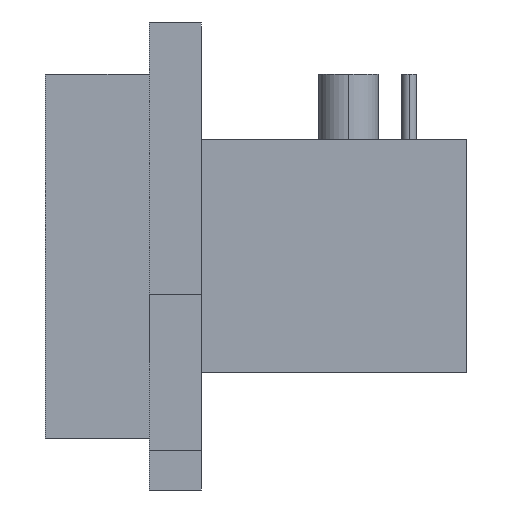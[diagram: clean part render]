
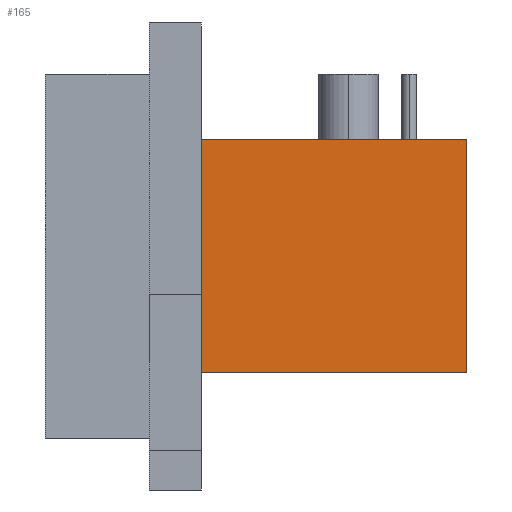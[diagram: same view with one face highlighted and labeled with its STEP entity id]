
A CAD part, left-side view. The second image highlights one B-rep face of the part: STEP entity #165.
In plain terms, the highlighted planar face has unit normal (-1, 0, 0).
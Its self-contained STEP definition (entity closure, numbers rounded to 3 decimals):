
#5 = ORIENTED_EDGE ( 'NONE', *, *, #253, .T. ) ;
#74 = VERTEX_POINT ( 'NONE', #1647 ) ;
#95 = VERTEX_POINT ( 'NONE', #1579 ) ;
#97 = EDGE_CURVE ( 'NONE', #95, #74, #1578, .T. ) ;
#126 = EDGE_LOOP ( 'NONE', ( #143, #176, #140, #5 ) ) ;
#140 = ORIENTED_EDGE ( 'NONE', *, *, #141, .F. ) ;
#141 = EDGE_CURVE ( 'NONE', #142, #95, #1533, .T. ) ;
#142 = VERTEX_POINT ( 'NONE', #1529 ) ;
#143 = ORIENTED_EDGE ( 'NONE', *, *, #144, .T. ) ;
#144 = EDGE_CURVE ( 'NONE', #166, #74, #1528, .T. ) ;
#165 = ADVANCED_FACE ( 'NONE', ( #1585 ), #731, .F. ) ;
#166 = VERTEX_POINT ( 'NONE', #780 ) ;
#176 = ORIENTED_EDGE ( 'NONE', *, *, #97, .F. ) ;
#253 = EDGE_CURVE ( 'NONE', #142, #166, #978, .T. ) ;
#728 = DIRECTION ( 'NONE',  ( 1., 0., 0. ) ) ;
#729 = CARTESIAN_POINT ( 'NONE',  ( -8., 10.2, -4.5 ) ) ;
#730 = AXIS2_PLACEMENT_3D ( 'NONE', #729, #728, #781 ) ;
#731 = PLANE ( 'NONE',  #730 ) ;
#780 = CARTESIAN_POINT ( 'NONE',  ( -8., 0., -4.5 ) ) ;
#781 = DIRECTION ( 'NONE',  ( 0., 0., -1. ) ) ;
#905 = DIRECTION ( 'NONE',  ( 0., -1., 0. ) ) ;
#906 = VECTOR ( 'NONE', #905, 1000. ) ;
#907 = CARTESIAN_POINT ( 'NONE',  ( -8., 10.2, -4.5 ) ) ;
#978 = LINE ( 'NONE', #907, #906 ) ;
#1525 = DIRECTION ( 'NONE',  ( 0., 0., 1. ) ) ;
#1526 = VECTOR ( 'NONE', #1525, 1000. ) ;
#1527 = CARTESIAN_POINT ( 'NONE',  ( -8., 0., -4.5 ) ) ;
#1528 = LINE ( 'NONE', #1527, #1526 ) ;
#1529 = CARTESIAN_POINT ( 'NONE',  ( -8., 10.2, -4.5 ) ) ;
#1530 = DIRECTION ( 'NONE',  ( 0., 0., 1. ) ) ;
#1531 = VECTOR ( 'NONE', #1530, 1000. ) ;
#1532 = CARTESIAN_POINT ( 'NONE',  ( -8., 10.2, -4.5 ) ) ;
#1533 = LINE ( 'NONE', #1532, #1531 ) ;
#1575 = DIRECTION ( 'NONE',  ( 0., -1., 0. ) ) ;
#1576 = VECTOR ( 'NONE', #1575, 1000. ) ;
#1577 = CARTESIAN_POINT ( 'NONE',  ( -8., 10.2, 4.5 ) ) ;
#1578 = LINE ( 'NONE', #1577, #1576 ) ;
#1579 = CARTESIAN_POINT ( 'NONE',  ( -8., 10.2, 4.5 ) ) ;
#1585 = FACE_OUTER_BOUND ( 'NONE', #126, .T. ) ;
#1647 = CARTESIAN_POINT ( 'NONE',  ( -8., 0., 4.5 ) ) ;
